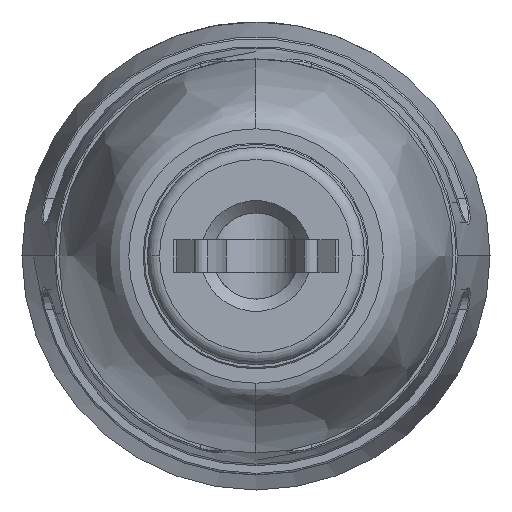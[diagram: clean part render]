
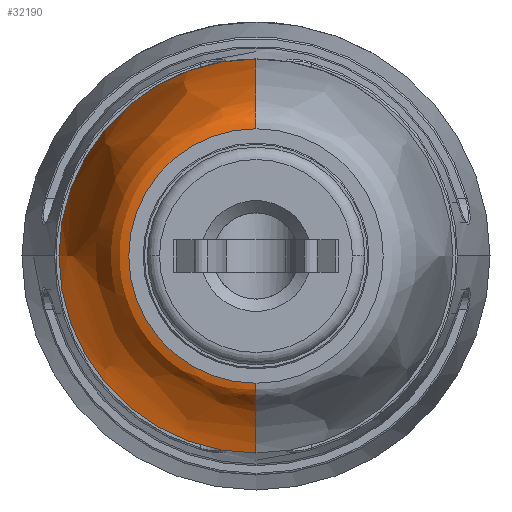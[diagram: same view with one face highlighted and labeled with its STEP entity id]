
A CAD part, left-side view. The second image highlights one B-rep face of the part: STEP entity #32190.
In plain terms, the highlighted free-form (B-spline) face has degree [3, 3] with [6, 4] control points.
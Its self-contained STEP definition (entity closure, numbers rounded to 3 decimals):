
#951 = AXIS2_PLACEMENT_3D ( 'NONE', #13515, #37128, #22274 ) ;
#1381 = CARTESIAN_POINT ( 'NONE',  ( -5.178, -3.71, -7.421 ) ) ;
#2498 = AXIS2_PLACEMENT_3D ( 'NONE', #25883, #7967, #28905 ) ;
#4336 = EDGE_LOOP ( 'NONE', ( #17377, #16996, #10933, #6294, #17333 ) ) ;
#4618 = EDGE_CURVE ( 'NONE', #26070, #12372, #23420, .T. ) ;
#5067 = CARTESIAN_POINT ( 'NONE',  ( 3.822, 4.8, 0. ) ) ;
#5794 =( BOUNDED_SURFACE ( )  B_SPLINE_SURFACE ( 3, 3, ( 
 ( #37668, #25264, #22416, #10910 ),
 ( #31661, #22688, #34152, #25402 ),
 ( #10657, #37413, #25655, #31533 ),
 ( #7770, #28692, #16271, #22549 ),
 ( #19257, #13426, #1381, #22308 ),
 ( #7497, #7374, #31400, #19531 ) ),
 .UNSPECIFIED., .F., .F., .F. ) 
 B_SPLINE_SURFACE_WITH_KNOTS ( ( 4, 1, 1, 4 ),
 ( 4, 4 ),
 ( 0., 0.429, 0.529, 1. ),
 ( 0., 1. ),
 .UNSPECIFIED. ) 
 GEOMETRIC_REPRESENTATION_ITEM ( )  RATIONAL_B_SPLINE_SURFACE ( (
 ( 1., 0.333, 0.333, 1.),
 ( 1., 0.333, 0.333, 1.),
 ( 1., 0.333, 0.333, 1.),
 ( 1., 0.333, 0.333, 1.),
 ( 1., 0.333, 0.333, 1.),
 ( 1., 0.333, 0.333, 1.) ) ) 
 REPRESENTATION_ITEM ( '' )  SURFACE ( )  );
#6294 = ORIENTED_EDGE ( 'NONE', *, *, #8597, .F. ) ;
#7374 = CARTESIAN_POINT ( 'NONE',  ( -5.178, 3.1, -6.2 ) ) ;
#7497 = CARTESIAN_POINT ( 'NONE',  ( -5.178, 3.1, 0. ) ) ;
#7770 = CARTESIAN_POINT ( 'NONE',  ( -3.247, 4.294, 0. ) ) ;
#7967 = DIRECTION ( 'NONE',  ( -1., 0., 0. ) ) ;
#8282 = CARTESIAN_POINT ( 'NONE',  ( 0.153, -4.759, 0. ) ) ;
#8587 = CARTESIAN_POINT ( 'NONE',  ( 0.153, 4.759, 0. ) ) ;
#8597 = EDGE_CURVE ( 'NONE', #19278, #26070, #12385, .T. ) ;
#10410 = CIRCLE ( 'NONE', #951, 4.8 ) ;
#10657 = CARTESIAN_POINT ( 'NONE',  ( 0.153, 4.759, 0. ) ) ;
#10910 = CARTESIAN_POINT ( 'NONE',  ( 3.822, -4.8, 0. ) ) ;
#10933 = ORIENTED_EDGE ( 'NONE', *, *, #4618, .F. ) ;
#11090 = CARTESIAN_POINT ( 'NONE',  ( -5.178, 3.1, 0. ) ) ;
#12372 = VERTEX_POINT ( 'NONE', #34815 ) ;
#12385 = B_SPLINE_CURVE_WITH_KNOTS ( 'NONE', 3,
 ( #5067, #38322, #8587, #22957, #17320, #11090 ),
 .UNSPECIFIED., .F., .F.,
 ( 4, 1, 1, 4 ),
 ( 0., 0.429, 0.529, 1. ),
 .UNSPECIFIED. ) ;
#13426 = CARTESIAN_POINT ( 'NONE',  ( -5.178, 3.71, -7.421 ) ) ;
#13515 = CARTESIAN_POINT ( 'NONE',  ( 3.822, 0., 0. ) ) ;
#14704 = CARTESIAN_POINT ( 'NONE',  ( -5.178, -3.1, 0. ) ) ;
#14796 = FACE_OUTER_BOUND ( 'NONE', #4336, .T. ) ;
#15809 = VERTEX_POINT ( 'NONE', #26538 ) ;
#16271 = CARTESIAN_POINT ( 'NONE',  ( -3.247, -4.294, -8.588 ) ) ;
#16996 = ORIENTED_EDGE ( 'NONE', *, *, #33486, .T. ) ;
#17320 = CARTESIAN_POINT ( 'NONE',  ( -5.178, 3.71, 0. ) ) ;
#17333 = ORIENTED_EDGE ( 'NONE', *, *, #26724, .T. ) ;
#17377 = ORIENTED_EDGE ( 'NONE', *, *, #20283, .T. ) ;
#18825 = CARTESIAN_POINT ( 'NONE',  ( -5.178, 3.1, 0. ) ) ;
#19257 = CARTESIAN_POINT ( 'NONE',  ( -5.178, 3.71, 0. ) ) ;
#19278 = VERTEX_POINT ( 'NONE', #35378 ) ;
#19531 = CARTESIAN_POINT ( 'NONE',  ( -5.178, -3.1, 0. ) ) ;
#20283 = EDGE_CURVE ( 'NONE', #15809, #23189, #31370, .T. ) ;
#22274 = DIRECTION ( 'NONE',  ( 0., 0., 1. ) ) ;
#22308 = CARTESIAN_POINT ( 'NONE',  ( -5.178, -3.71, 0. ) ) ;
#22416 = CARTESIAN_POINT ( 'NONE',  ( 3.822, -4.8, -9.6 ) ) ;
#22549 = CARTESIAN_POINT ( 'NONE',  ( -3.247, -4.294, 0. ) ) ;
#22688 = CARTESIAN_POINT ( 'NONE',  ( 3.398, 4.8, -9.6 ) ) ;
#22906 = DIRECTION ( 'NONE',  ( -1., 0., 0. ) ) ;
#22957 = CARTESIAN_POINT ( 'NONE',  ( -3.247, 4.294, 0. ) ) ;
#23189 = VERTEX_POINT ( 'NONE', #32783 ) ;
#23420 = CIRCLE ( 'NONE', #2498, 3.1 ) ;
#23511 = AXIS2_PLACEMENT_3D ( 'NONE', #37771, #22906, #38151 ) ;
#25264 = CARTESIAN_POINT ( 'NONE',  ( 3.822, 4.8, -9.6 ) ) ;
#25402 = CARTESIAN_POINT ( 'NONE',  ( 3.398, -4.8, 0. ) ) ;
#25655 = CARTESIAN_POINT ( 'NONE',  ( 0.153, -4.759, -9.518 ) ) ;
#25883 = CARTESIAN_POINT ( 'NONE',  ( -5.178, 0., 0. ) ) ;
#26070 = VERTEX_POINT ( 'NONE', #18825 ) ;
#26306 = CARTESIAN_POINT ( 'NONE',  ( 3.398, -4.8, 0. ) ) ;
#26538 = CARTESIAN_POINT ( 'NONE',  ( 3.822, 0., -4.8 ) ) ;
#26724 = EDGE_CURVE ( 'NONE', #19278, #15809, #10410, .T. ) ;
#28692 = CARTESIAN_POINT ( 'NONE',  ( -3.247, 4.294, -8.588 ) ) ;
#28905 = DIRECTION ( 'NONE',  ( 0., 0., 1. ) ) ;
#29205 = CARTESIAN_POINT ( 'NONE',  ( -5.178, -3.71, 0. ) ) ;
#30007 = B_SPLINE_CURVE_WITH_KNOTS ( 'NONE', 3,
 ( #32181, #26306, #8282, #38415, #29205, #14704 ),
 .UNSPECIFIED., .F., .F.,
 ( 4, 1, 1, 4 ),
 ( 0., 0.429, 0.529, 1. ),
 .UNSPECIFIED. ) ;
#31370 = CIRCLE ( 'NONE', #23511, 4.8 ) ;
#31400 = CARTESIAN_POINT ( 'NONE',  ( -5.178, -3.1, -6.2 ) ) ;
#31533 = CARTESIAN_POINT ( 'NONE',  ( 0.153, -4.759, 0. ) ) ;
#31661 = CARTESIAN_POINT ( 'NONE',  ( 3.398, 4.8, 0. ) ) ;
#32181 = CARTESIAN_POINT ( 'NONE',  ( 3.822, -4.8, 0. ) ) ;
#32190 = ADVANCED_FACE ( 'NONE', ( #14796 ), #5794, .F. ) ;
#32783 = CARTESIAN_POINT ( 'NONE',  ( 3.822, -4.8, 0. ) ) ;
#33486 = EDGE_CURVE ( 'NONE', #23189, #12372, #30007, .T. ) ;
#34152 = CARTESIAN_POINT ( 'NONE',  ( 3.398, -4.8, -9.6 ) ) ;
#34815 = CARTESIAN_POINT ( 'NONE',  ( -5.178, -3.1, 0. ) ) ;
#35378 = CARTESIAN_POINT ( 'NONE',  ( 3.822, 4.8, 0. ) ) ;
#37128 = DIRECTION ( 'NONE',  ( -1., 0., 0. ) ) ;
#37413 = CARTESIAN_POINT ( 'NONE',  ( 0.153, 4.759, -9.518 ) ) ;
#37668 = CARTESIAN_POINT ( 'NONE',  ( 3.822, 4.8, 0. ) ) ;
#37771 = CARTESIAN_POINT ( 'NONE',  ( 3.822, 0., 0. ) ) ;
#38151 = DIRECTION ( 'NONE',  ( 0., 0., 1. ) ) ;
#38322 = CARTESIAN_POINT ( 'NONE',  ( 3.398, 4.8, 0. ) ) ;
#38415 = CARTESIAN_POINT ( 'NONE',  ( -3.247, -4.294, 0. ) ) ;
